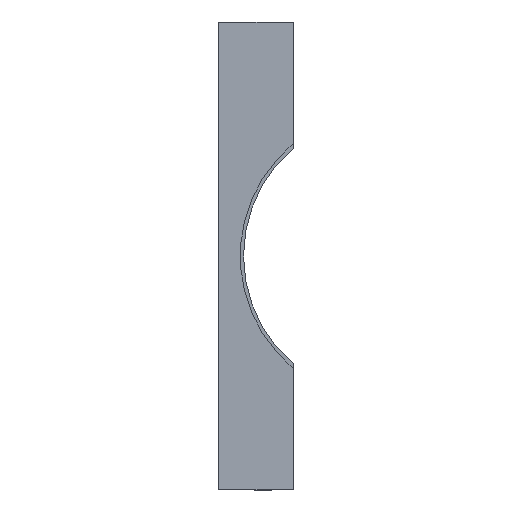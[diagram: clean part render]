
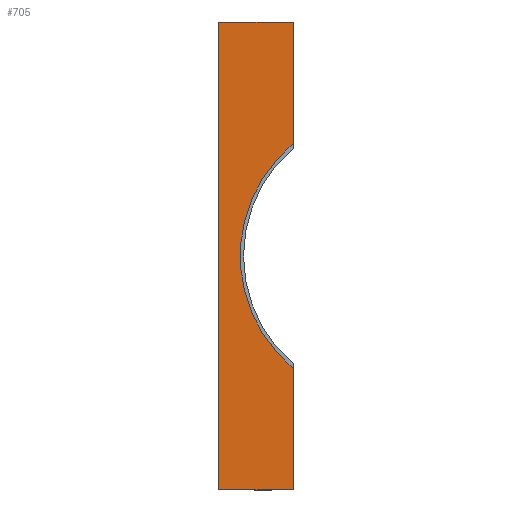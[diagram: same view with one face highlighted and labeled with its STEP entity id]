
A CAD part, left-side view. The second image highlights one B-rep face of the part: STEP entity #705.
In plain terms, the highlighted planar face has unit normal (-1, 0, 0).
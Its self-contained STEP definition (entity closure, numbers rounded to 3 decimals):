
#62 = VERTEX_POINT ( 'NONE', #933 ) ;
#85 = EDGE_CURVE ( 'NONE', #1333, #781, #541, .T. ) ;
#158 = CARTESIAN_POINT ( 'NONE',  ( -69.4, 6.35, -20. ) ) ;
#164 = ORIENTED_EDGE ( 'NONE', *, *, #867, .F. ) ;
#184 = VECTOR ( 'NONE', #1622, 1000. ) ;
#221 = FACE_OUTER_BOUND ( 'NONE', #1511, .T. ) ;
#250 = CARTESIAN_POINT ( 'NONE',  ( -69.4, 0., -20. ) ) ;
#257 = EDGE_CURVE ( 'NONE', #1149, #781, #298, .T. ) ;
#273 = CARTESIAN_POINT ( 'NONE',  ( -69.4, 0., -20. ) ) ;
#298 = CIRCLE ( 'NONE', #321, 12.4 ) ;
#313 = EDGE_CURVE ( 'NONE', #62, #1522, #765, .T. ) ;
#321 = AXIS2_PLACEMENT_3D ( 'NONE', #450, #988, #856 ) ;
#357 = CARTESIAN_POINT ( 'NONE',  ( -69.4, 0., 9.579 ) ) ;
#370 = CARTESIAN_POINT ( 'NONE',  ( -69.4, 6.35, 20. ) ) ;
#390 = CARTESIAN_POINT ( 'NONE',  ( -69.4, 0., -20. ) ) ;
#450 = CARTESIAN_POINT ( 'NONE',  ( -69.4, -7.874, 0. ) ) ;
#489 = CARTESIAN_POINT ( 'NONE',  ( -69.4, 6.35, -20. ) ) ;
#503 = VERTEX_POINT ( 'NONE', #250 ) ;
#541 = LINE ( 'NONE', #273, #184 ) ;
#543 = VECTOR ( 'NONE', #958, 1000. ) ;
#605 = VECTOR ( 'NONE', #1047, 1000. ) ;
#653 = LINE ( 'NONE', #370, #941 ) ;
#666 = ORIENTED_EDGE ( 'NONE', *, *, #313, .T. ) ;
#696 = DIRECTION ( 'NONE',  ( 0., 0., -1. ) ) ;
#705 = ADVANCED_FACE ( 'NONE', ( #221 ), #872, .F. ) ;
#731 = CARTESIAN_POINT ( 'NONE',  ( -69.4, 0., 20. ) ) ;
#759 = CARTESIAN_POINT ( 'NONE',  ( -69.4, 6.35, -20. ) ) ;
#765 = LINE ( 'NONE', #759, #605 ) ;
#770 = DIRECTION ( 'NONE',  ( 1., 0., 0. ) ) ;
#781 = VERTEX_POINT ( 'NONE', #357 ) ;
#856 = DIRECTION ( 'NONE',  ( 0., 0., -1. ) ) ;
#867 = EDGE_CURVE ( 'NONE', #62, #1333, #653, .T. ) ;
#872 = PLANE ( 'NONE',  #1195 ) ;
#933 = CARTESIAN_POINT ( 'NONE',  ( -69.4, 6.35, 20. ) ) ;
#941 = VECTOR ( 'NONE', #1456, 1000. ) ;
#958 = DIRECTION ( 'NONE',  ( 0., -1., 0. ) ) ;
#988 = DIRECTION ( 'NONE',  ( 1., 0., 0. ) ) ;
#1047 = DIRECTION ( 'NONE',  ( 0., 0., -1. ) ) ;
#1144 = EDGE_CURVE ( 'NONE', #1522, #503, #1457, .T. ) ;
#1147 = EDGE_CURVE ( 'NONE', #1149, #503, #1354, .T. ) ;
#1149 = VERTEX_POINT ( 'NONE', #1231 ) ;
#1154 = DIRECTION ( 'NONE',  ( 0., 0., 1. ) ) ;
#1195 = AXIS2_PLACEMENT_3D ( 'NONE', #1432, #770, #1154 ) ;
#1214 = ORIENTED_EDGE ( 'NONE', *, *, #1144, .T. ) ;
#1218 = ORIENTED_EDGE ( 'NONE', *, *, #257, .T. ) ;
#1231 = CARTESIAN_POINT ( 'NONE',  ( -69.4, 0., -9.579 ) ) ;
#1290 = ORIENTED_EDGE ( 'NONE', *, *, #1147, .F. ) ;
#1333 = VERTEX_POINT ( 'NONE', #731 ) ;
#1354 = LINE ( 'NONE', #390, #1529 ) ;
#1432 = CARTESIAN_POINT ( 'NONE',  ( -69.4, 6.35, -20. ) ) ;
#1456 = DIRECTION ( 'NONE',  ( 0., -1., 0. ) ) ;
#1457 = LINE ( 'NONE', #158, #543 ) ;
#1511 = EDGE_LOOP ( 'NONE', ( #1736, #164, #666, #1214, #1290, #1218 ) ) ;
#1522 = VERTEX_POINT ( 'NONE', #489 ) ;
#1529 = VECTOR ( 'NONE', #696, 1000. ) ;
#1622 = DIRECTION ( 'NONE',  ( 0., 0., -1. ) ) ;
#1736 = ORIENTED_EDGE ( 'NONE', *, *, #85, .F. ) ;
